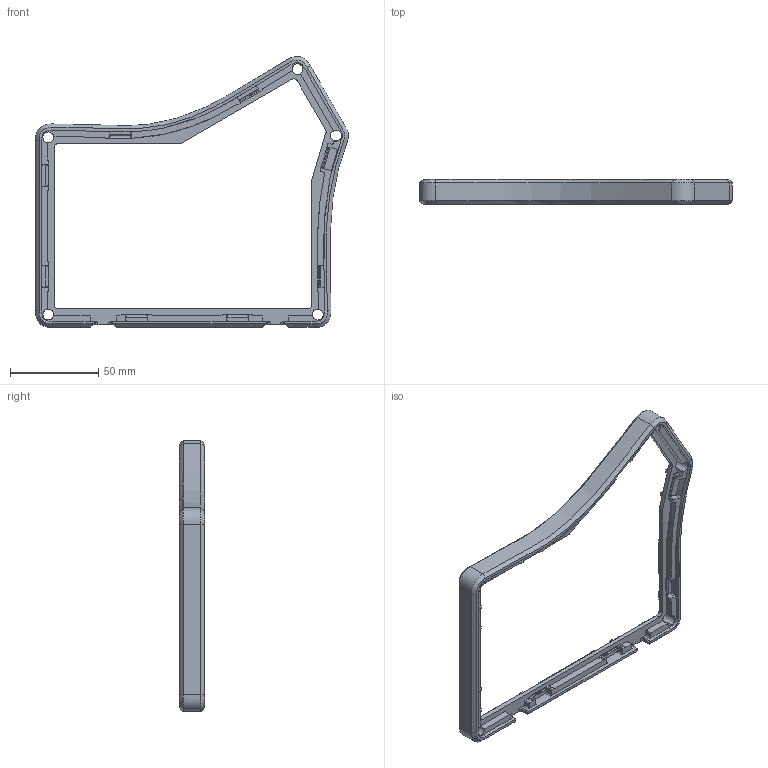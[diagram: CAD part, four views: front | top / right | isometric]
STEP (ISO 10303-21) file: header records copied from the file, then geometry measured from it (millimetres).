
FILE_DESCRIPTION (( 'STEP AP214' ), '1' );
FILE_NAME ('Sol3-Middle-CNC-5_4_21.STEP', '2021-05-04T06:55:08', ( '' ), ( '' ), 'SwSTEP 2.0', 'SolidWorks 2019', '' );
FILE_SCHEMA (( 'AUTOMOTIVE_DESIGN' ));
Length unit declared in the file: millimetre
Products named in the file (1): Sol3-Middle-CNC-5_4_21
Bounding box: 177.51 x 14.2 x 153.66 mm (x, y, z)
Volume: 45437 mm3; surface area: 27742.5 mm2
Topology: 1 solids, 1 shells, 719 faces, 2017 edges, 1290 vertices
Faces by surface type: plane 312, cylinder 286, cone 72, bspline 49
Entity records: 35896 total; most frequent: CARTESIAN_POINT 17219, ORIENTED_EDGE 4034, DIRECTION 3873, EDGE_CURVE 2017, AXIS2_PLACEMENT_3D 1329, VERTEX_POINT 1290, LINE 1215, VECTOR 1215
